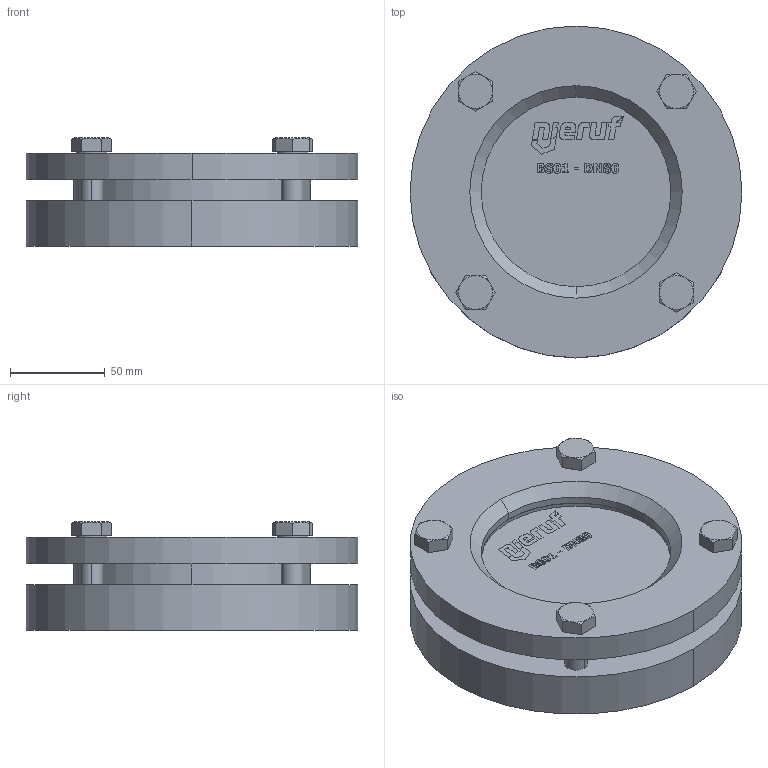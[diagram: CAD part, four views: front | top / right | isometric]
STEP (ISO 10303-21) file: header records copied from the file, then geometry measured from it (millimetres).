
FILE_DESCRIPTION (( 'STEP AP214' ), '1' );
FILE_NAME ('BS01_DN80.STEP', '2020-08-06T08:57:28', ( '' ), ( '' ), 'SwSTEP 2.0', 'SolidWorks 2020', '' );
FILE_SCHEMA (( 'AUTOMOTIVE_DESIGN' ));
Length unit declared in the file: millimetre
Products named in the file (6): BS01_DN80; BS01-02-10_Deckelflansch; BS02-03-10_Flachdichtung; BS01-01-10_Grundflansch; BS01-03-10_Glasplatte; DIN 7990_M12x35
Assembly tree (9 placements, depth 2):
  BS01_DN80
    BS01-01-10_Grundflansch
    BS01-02-10_Deckelflansch
    BS02-03-10_Flachdichtung  x2
    BS01-03-10_Glasplatte
    DIN 7990_M12x35  x4
Bounding box: 175 x 175 x 57 mm (x, y, z)
Volume: 744534.8 mm3; surface area: 159899.9 mm2
Topology: 9 solids, 9 shells, 419 faces, 1046 edges, 676 vertices
Faces by surface type: plane 188, cylinder 92, bspline 87, cone 52
Entity records: 14452 total; most frequent: CARTESIAN_POINT 6082, ORIENTED_EDGE 1776, DIRECTION 1418, EDGE_CURVE 888, VERTEX_POINT 584, VECTOR 530, LINE 530, AXIS2_PLACEMENT_3D 444
